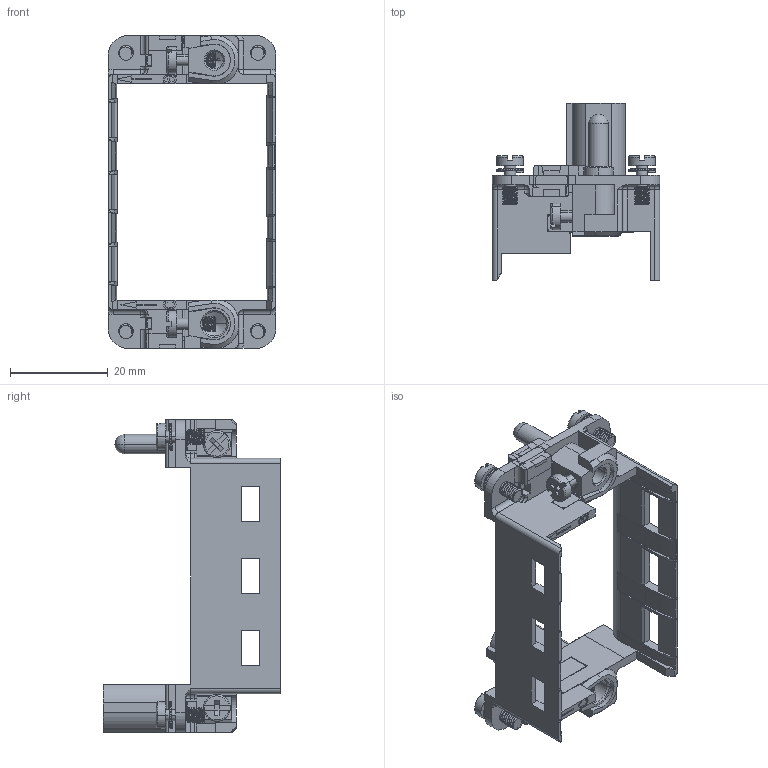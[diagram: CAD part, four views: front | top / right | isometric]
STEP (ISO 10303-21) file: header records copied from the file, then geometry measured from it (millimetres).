
FILE_DESCRIPTION((''),'2;1');
FILE_NAME('HF10B-NLA2','2014-03-14T',('lq.you'),(''),'PRO/ENGINEER BY PARAMETRIC TECHNOLOGY CORPORATION, 2010180','PRO/ENGINEER BY PARAMETRIC TECHNOLOGY CORPORATION, 2010180','');
FILE_SCHEMA(('CONFIG_CONTROL_DESIGN'));
Products named in the file (1): HF10B-NLA2
Bounding box: 34.3 x 36.3 x 64 mm (x, y, z)
Surface area: 12638.6 mm2 (no closed solid volume)
Topology: 0 solids, 29 shells, 1585 faces, 4758 edges, 3152 vertices
Faces by surface type: plane 835, cylinder 479, bspline 86, torus 73, cone 72, sphere 36, extrusion 4
Entity records: 94811 total; most frequent: CARTESIAN_POINT 53565, ORIENTED_EDGE 9356, DIRECTION 7611, EDGE_CURVE 4716, VERTEX_POINT 3152, VECTOR 2771, LINE 2767, AXIS2_PLACEMENT_3D 2420
